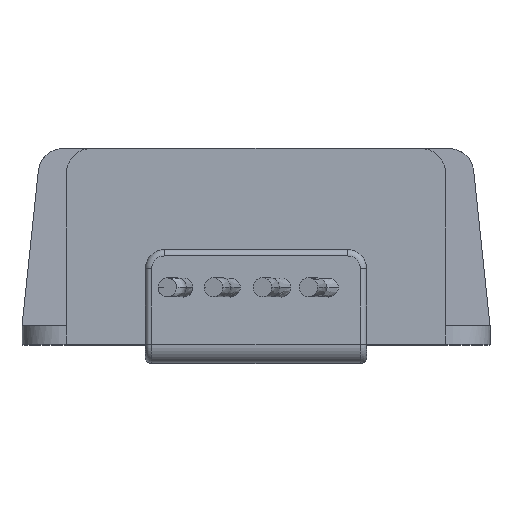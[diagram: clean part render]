
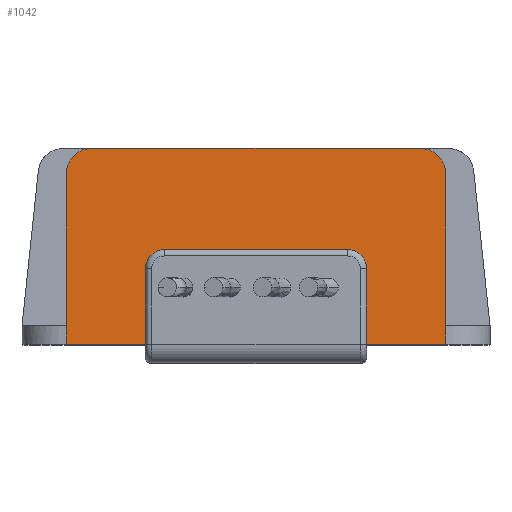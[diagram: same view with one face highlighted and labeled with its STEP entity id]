
A CAD part, top view. The second image highlights one B-rep face of the part: STEP entity #1042.
In plain terms, the highlighted planar face has unit normal (0, 0, 1).
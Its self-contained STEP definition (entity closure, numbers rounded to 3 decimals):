
#155 = FACE_OUTER_BOUND ( 'NONE', #1598, .T. ) ;
#322 = VERTEX_POINT ( 'NONE', #1303 ) ;
#359 = CARTESIAN_POINT ( 'NONE',  ( 30., 3., 37. ) ) ;
#368 = VERTEX_POINT ( 'NONE', #5958 ) ;
#476 = CARTESIAN_POINT ( 'NONE',  ( -17.5, 0., 37. ) ) ;
#502 = CARTESIAN_POINT ( 'NONE',  ( -17.5, 15., 37. ) ) ;
#607 = LINE ( 'NONE', #3364, #6657 ) ;
#646 = LINE ( 'NONE', #502, #1426 ) ;
#654 = ORIENTED_EDGE ( 'NONE', *, *, #2079, .F. ) ;
#695 = DIRECTION ( 'NONE',  ( 0., 0., -1. ) ) ;
#796 = LINE ( 'NONE', #3551, #5472 ) ;
#820 = DIRECTION ( 'NONE',  ( 0., 0., 1. ) ) ;
#1042 = ADVANCED_FACE ( 'NONE', ( #155 ), #1079, .F. ) ;
#1079 = PLANE ( 'NONE',  #8357 ) ;
#1196 = CARTESIAN_POINT ( 'NONE',  ( 30., 31., 37. ) ) ;
#1247 = CARTESIAN_POINT ( 'NONE',  ( -30., 3., 37. ) ) ;
#1248 = CARTESIAN_POINT ( 'NONE',  ( -30., 0., 37. ) ) ;
#1275 = DIRECTION ( 'NONE',  ( -1., 0., 0. ) ) ;
#1287 = LINE ( 'NONE', #1196, #6041 ) ;
#1303 = CARTESIAN_POINT ( 'NONE',  ( 17.5, 0., 37. ) ) ;
#1321 = ORIENTED_EDGE ( 'NONE', *, *, #4720, .T. ) ;
#1329 = CARTESIAN_POINT ( 'NONE',  ( -14.5, 12., 37. ) ) ;
#1426 = VECTOR ( 'NONE', #2493, 1000. ) ;
#1556 = DIRECTION ( 'NONE',  ( 1., 0., 0. ) ) ;
#1598 = EDGE_LOOP ( 'NONE', ( #2848, #2540, #8892, #8275, #6160, #4691, #2675, #654, #5019, #6864, #5527, #1729, #1321, #8362 ) ) ;
#1680 = VERTEX_POINT ( 'NONE', #1248 ) ;
#1729 = ORIENTED_EDGE ( 'NONE', *, *, #8760, .T. ) ;
#2057 = VERTEX_POINT ( 'NONE', #476 ) ;
#2065 = CARTESIAN_POINT ( 'NONE',  ( 30., 27., 37. ) ) ;
#2068 = VERTEX_POINT ( 'NONE', #2065 ) ;
#2079 = EDGE_CURVE ( 'NONE', #2068, #6894, #1287, .T. ) ;
#2136 = CARTESIAN_POINT ( 'NONE',  ( -17.5, 12., 37. ) ) ;
#2140 = DIRECTION ( 'NONE',  ( -1., 0., 0. ) ) ;
#2279 = LINE ( 'NONE', #4624, #4281 ) ;
#2383 = DIRECTION ( 'NONE',  ( 0., -1., 0. ) ) ;
#2464 = EDGE_CURVE ( 'NONE', #322, #368, #6485, .T. ) ;
#2493 = DIRECTION ( 'NONE',  ( -1., 0., 0. ) ) ;
#2540 = ORIENTED_EDGE ( 'NONE', *, *, #5007, .T. ) ;
#2556 = EDGE_CURVE ( 'NONE', #8398, #7300, #646, .T. ) ;
#2600 = DIRECTION ( 'NONE',  ( 0., -1., 0. ) ) ;
#2675 = ORIENTED_EDGE ( 'NONE', *, *, #3238, .F. ) ;
#2696 = AXIS2_PLACEMENT_3D ( 'NONE', #5698, #820, #2140 ) ;
#2698 = LINE ( 'NONE', #1247, #3762 ) ;
#2790 = EDGE_CURVE ( 'NONE', #322, #5269, #4806, .T. ) ;
#2824 = LINE ( 'NONE', #5582, #6956 ) ;
#2848 = ORIENTED_EDGE ( 'NONE', *, *, #5737, .F. ) ;
#2973 = CIRCLE ( 'NONE', #2696, 4. ) ;
#2985 = VERTEX_POINT ( 'NONE', #6046 ) ;
#3064 = CARTESIAN_POINT ( 'NONE',  ( -30., 31., 37. ) ) ;
#3165 = VERTEX_POINT ( 'NONE', #6411 ) ;
#3172 = CIRCLE ( 'NONE', #5916, 4. ) ;
#3184 = VERTEX_POINT ( 'NONE', #6451 ) ;
#3238 = EDGE_CURVE ( 'NONE', #6894, #5269, #796, .T. ) ;
#3364 = CARTESIAN_POINT ( 'NONE',  ( -17.5, 0., 37. ) ) ;
#3439 = CARTESIAN_POINT ( 'NONE',  ( 14.5, 12., 37. ) ) ;
#3446 = DIRECTION ( 'NONE',  ( 1., 0., 0. ) ) ;
#3472 = AXIS2_PLACEMENT_3D ( 'NONE', #3439, #6201, #4796 ) ;
#3551 = CARTESIAN_POINT ( 'NONE',  ( 30., 3., 37. ) ) ;
#3581 = CARTESIAN_POINT ( 'NONE',  ( 30., 0., 37. ) ) ;
#3698 = LINE ( 'NONE', #3064, #7826 ) ;
#3762 = VECTOR ( 'NONE', #6145, 1000. ) ;
#4016 = VECTOR ( 'NONE', #3446, 1000. ) ;
#4027 = DIRECTION ( 'NONE',  ( -1., 0., 0. ) ) ;
#4104 = EDGE_CURVE ( 'NONE', #8398, #368, #5768, .T. ) ;
#4114 = CARTESIAN_POINT ( 'NONE',  ( 30., 0., 37. ) ) ;
#4233 = EDGE_CURVE ( 'NONE', #7371, #3184, #2824, .T. ) ;
#4281 = VECTOR ( 'NONE', #1556, 1000. ) ;
#4524 = DIRECTION ( 'NONE',  ( 0., 1., 0. ) ) ;
#4624 = CARTESIAN_POINT ( 'NONE',  ( 30., 0., 37. ) ) ;
#4629 = CARTESIAN_POINT ( 'NONE',  ( 14.5, 15., 37. ) ) ;
#4691 = ORIENTED_EDGE ( 'NONE', *, *, #2790, .T. ) ;
#4708 = CARTESIAN_POINT ( 'NONE',  ( 26., 27., 37. ) ) ;
#4717 = AXIS2_PLACEMENT_3D ( 'NONE', #1329, #695, #1275 ) ;
#4720 = EDGE_CURVE ( 'NONE', #3165, #1680, #2698, .T. ) ;
#4796 = DIRECTION ( 'NONE',  ( -1., 0., 0. ) ) ;
#4806 = LINE ( 'NONE', #4114, #4016 ) ;
#4827 = EDGE_CURVE ( 'NONE', #1680, #2057, #2279, .T. ) ;
#4850 = DIRECTION ( 'NONE',  ( 0., 0., 1. ) ) ;
#4904 = DIRECTION ( 'NONE',  ( 1., 0., 0. ) ) ;
#5007 = EDGE_CURVE ( 'NONE', #5744, #7300, #8779, .T. ) ;
#5019 = ORIENTED_EDGE ( 'NONE', *, *, #5714, .T. ) ;
#5194 = DIRECTION ( 'NONE',  ( 0., 0., -1. ) ) ;
#5261 = EDGE_CURVE ( 'NONE', #7371, #2985, #2973, .T. ) ;
#5269 = VERTEX_POINT ( 'NONE', #3581 ) ;
#5472 = VECTOR ( 'NONE', #7098, 1000. ) ;
#5527 = ORIENTED_EDGE ( 'NONE', *, *, #5261, .T. ) ;
#5551 = CARTESIAN_POINT ( 'NONE',  ( -26., 31., 37. ) ) ;
#5582 = CARTESIAN_POINT ( 'NONE',  ( -30., 31., 37. ) ) ;
#5698 = CARTESIAN_POINT ( 'NONE',  ( -26., 27., 37. ) ) ;
#5714 = EDGE_CURVE ( 'NONE', #2068, #3184, #3172, .T. ) ;
#5737 = EDGE_CURVE ( 'NONE', #5744, #2057, #607, .T. ) ;
#5744 = VERTEX_POINT ( 'NONE', #2136 ) ;
#5768 = CIRCLE ( 'NONE', #3472, 3. ) ;
#5916 = AXIS2_PLACEMENT_3D ( 'NONE', #4708, #4850, #4027 ) ;
#5958 = CARTESIAN_POINT ( 'NONE',  ( 17.5, 12., 37. ) ) ;
#6041 = VECTOR ( 'NONE', #2600, 1000. ) ;
#6046 = CARTESIAN_POINT ( 'NONE',  ( -30., 27., 37. ) ) ;
#6125 = DIRECTION ( 'NONE',  ( 0., -1., 0. ) ) ;
#6145 = DIRECTION ( 'NONE',  ( 0., -1., 0. ) ) ;
#6160 = ORIENTED_EDGE ( 'NONE', *, *, #2464, .F. ) ;
#6201 = DIRECTION ( 'NONE',  ( 0., 0., -1. ) ) ;
#6411 = CARTESIAN_POINT ( 'NONE',  ( -30., 3., 37. ) ) ;
#6451 = CARTESIAN_POINT ( 'NONE',  ( 26., 31., 37. ) ) ;
#6485 = LINE ( 'NONE', #7252, #8509 ) ;
#6657 = VECTOR ( 'NONE', #6125, 1000. ) ;
#6864 = ORIENTED_EDGE ( 'NONE', *, *, #4233, .F. ) ;
#6894 = VERTEX_POINT ( 'NONE', #8604 ) ;
#6956 = VECTOR ( 'NONE', #4904, 1000. ) ;
#7098 = DIRECTION ( 'NONE',  ( 0., -1., 0. ) ) ;
#7252 = CARTESIAN_POINT ( 'NONE',  ( 17.5, 0., 37. ) ) ;
#7300 = VERTEX_POINT ( 'NONE', #7367 ) ;
#7367 = CARTESIAN_POINT ( 'NONE',  ( -14.5, 15., 37. ) ) ;
#7371 = VERTEX_POINT ( 'NONE', #5551 ) ;
#7826 = VECTOR ( 'NONE', #2383, 1000. ) ;
#7930 = DIRECTION ( 'NONE',  ( -1., 0., 0. ) ) ;
#8275 = ORIENTED_EDGE ( 'NONE', *, *, #4104, .T. ) ;
#8357 = AXIS2_PLACEMENT_3D ( 'NONE', #359, #5194, #7930 ) ;
#8362 = ORIENTED_EDGE ( 'NONE', *, *, #4827, .T. ) ;
#8398 = VERTEX_POINT ( 'NONE', #4629 ) ;
#8509 = VECTOR ( 'NONE', #4524, 1000. ) ;
#8604 = CARTESIAN_POINT ( 'NONE',  ( 30., 3., 37. ) ) ;
#8760 = EDGE_CURVE ( 'NONE', #2985, #3165, #3698, .T. ) ;
#8779 = CIRCLE ( 'NONE', #4717, 3. ) ;
#8892 = ORIENTED_EDGE ( 'NONE', *, *, #2556, .F. ) ;
